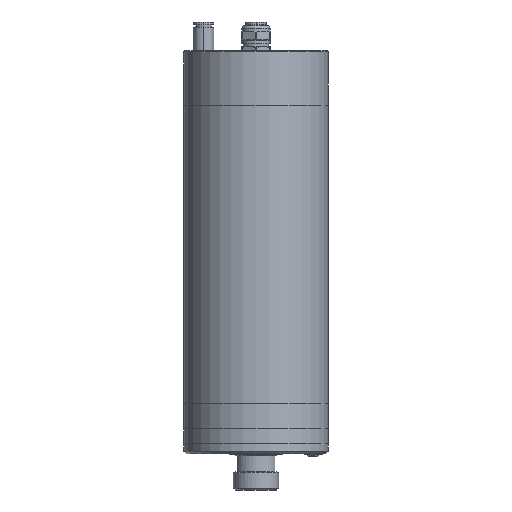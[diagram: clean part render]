
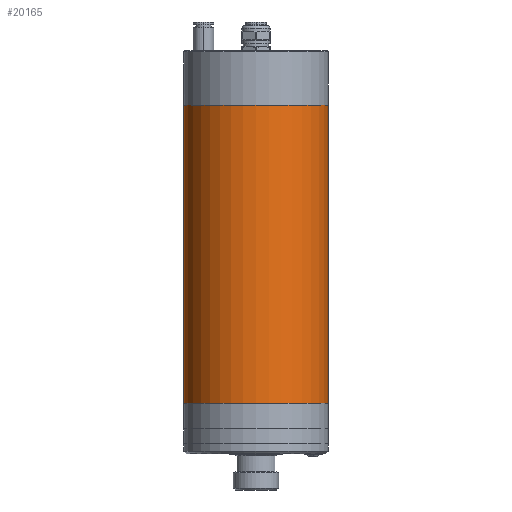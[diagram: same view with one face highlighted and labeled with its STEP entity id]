
A CAD part, front view. The second image highlights one B-rep face of the part: STEP entity #20165.
In plain terms, the highlighted cylindrical face has radius 40 mm (diameter 80 mm), a partial arc.
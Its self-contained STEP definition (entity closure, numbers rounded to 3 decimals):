
#617 = CARTESIAN_POINT ( 'NONE',  ( 0., 0., 0. ) ) ;
#728 = ORIENTED_EDGE ( 'NONE', *, *, #14119, .F. ) ;
#1199 = VECTOR ( 'NONE', #17826, 1000. ) ;
#1783 = DIRECTION ( 'NONE',  ( 0., 0., 1. ) ) ;
#2065 = ORIENTED_EDGE ( 'NONE', *, *, #13042, .T. ) ;
#2131 = CIRCLE ( 'NONE', #7109, 40. ) ;
#2858 = VERTEX_POINT ( 'NONE', #5541 ) ;
#4124 = CARTESIAN_POINT ( 'NONE',  ( -40., 0., -165. ) ) ;
#4428 = LINE ( 'NONE', #17898, #1199 ) ;
#5541 = CARTESIAN_POINT ( 'NONE',  ( 40., 0., -165. ) ) ;
#5638 = CIRCLE ( 'NONE', #17138, 40. ) ;
#5796 = EDGE_CURVE ( 'NONE', #13747, #11246, #5638, .T. ) ;
#6815 = AXIS2_PLACEMENT_3D ( 'NONE', #617, #13542, #14757 ) ;
#7109 = AXIS2_PLACEMENT_3D ( 'NONE', #7827, #14236, #18855 ) ;
#7704 = DIRECTION ( 'NONE',  ( 0., 0., 1. ) ) ;
#7827 = CARTESIAN_POINT ( 'NONE',  ( 0., 0., -165. ) ) ;
#8035 = FACE_OUTER_BOUND ( 'NONE', #14387, .T. ) ;
#8526 = CYLINDRICAL_SURFACE ( 'NONE', #6815, 40. ) ;
#8995 = ORIENTED_EDGE ( 'NONE', *, *, #5796, .F. ) ;
#9360 = CARTESIAN_POINT ( 'NONE',  ( 40., 0., 0. ) ) ;
#9441 = CARTESIAN_POINT ( 'NONE',  ( 0., 0., 0. ) ) ;
#11246 = VERTEX_POINT ( 'NONE', #9360 ) ;
#13042 = EDGE_CURVE ( 'NONE', #16806, #2858, #2131, .T. ) ;
#13542 = DIRECTION ( 'NONE',  ( 0., 0., 1. ) ) ;
#13747 = VERTEX_POINT ( 'NONE', #14998 ) ;
#14119 = EDGE_CURVE ( 'NONE', #16806, #13747, #19828, .T. ) ;
#14236 = DIRECTION ( 'NONE',  ( 0., 0., 1. ) ) ;
#14387 = EDGE_LOOP ( 'NONE', ( #728, #2065, #18764, #8995 ) ) ;
#14757 = DIRECTION ( 'NONE',  ( 1., 0., 0. ) ) ;
#14998 = CARTESIAN_POINT ( 'NONE',  ( -40., 0., 0. ) ) ;
#15629 = VECTOR ( 'NONE', #1783, 1000. ) ;
#16806 = VERTEX_POINT ( 'NONE', #4124 ) ;
#17138 = AXIS2_PLACEMENT_3D ( 'NONE', #9441, #7704, #18995 ) ;
#17348 = EDGE_CURVE ( 'NONE', #2858, #11246, #4428, .T. ) ;
#17555 = CARTESIAN_POINT ( 'NONE',  ( -40., 0., 0. ) ) ;
#17826 = DIRECTION ( 'NONE',  ( 0., 0., 1. ) ) ;
#17898 = CARTESIAN_POINT ( 'NONE',  ( 40., 0., 0. ) ) ;
#18764 = ORIENTED_EDGE ( 'NONE', *, *, #17348, .T. ) ;
#18855 = DIRECTION ( 'NONE',  ( 1., 0., 0. ) ) ;
#18995 = DIRECTION ( 'NONE',  ( 1., 0., 0. ) ) ;
#19828 = LINE ( 'NONE', #17555, #15629 ) ;
#20165 = ADVANCED_FACE ( 'NONE', ( #8035 ), #8526, .T. ) ;
